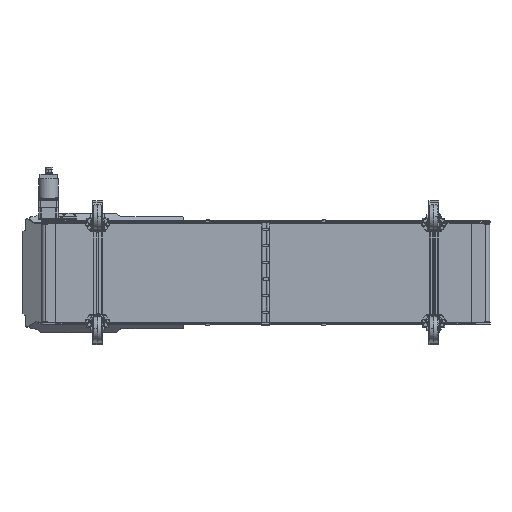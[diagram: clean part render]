
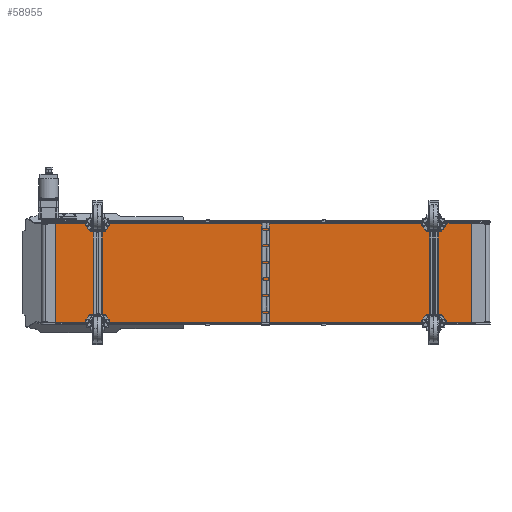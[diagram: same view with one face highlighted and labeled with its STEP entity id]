
A CAD part, front view. The second image highlights one B-rep face of the part: STEP entity #58955.
In plain terms, the highlighted planar face has unit normal (0, -1, 0).
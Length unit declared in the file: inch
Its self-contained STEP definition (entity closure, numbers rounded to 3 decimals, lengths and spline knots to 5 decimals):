
#1923 = AXIS2_PLACEMENT_3D ( 'NONE', #225943, #70150, #159776 ) ;
#28855 = ORIENTED_EDGE ( 'NONE', *, *, #208861, .F. ) ;
#38606 = PLANE ( 'NONE',  #1923 ) ;
#44269 = VECTOR ( 'NONE', #278823, 39.37008 ) ;
#45712 = ORIENTED_EDGE ( 'NONE', *, *, #107810, .T. ) ;
#57829 = CARTESIAN_POINT ( 'NONE',  ( 0., -0.81, 7.965 ) ) ;
#57930 = ORIENTED_EDGE ( 'NONE', *, *, #177184, .F. ) ;
#58541 = LINE ( 'NONE', #237673, #44269 ) ;
#58955 = ADVANCED_FACE ( 'Defeatured_2_2169', ( #217675 ), #38606, .T. ) ;
#66443 = EDGE_LOOP ( 'NONE', ( #57930, #225909, #45712, #28855 ) ) ;
#70150 = DIRECTION ( 'NONE',  ( 0., -1., 0. ) ) ;
#80405 = LINE ( 'NONE', #169967, #185822 ) ;
#103750 = CARTESIAN_POINT ( 'NONE',  ( 66.686, -0.81, 7.965 ) ) ;
#107810 = EDGE_CURVE ( 'Defeatured_2_2169+Defeatured_2_2179+Defeatured_2_2168+Defeatured_2_2171', #276518, #247196, #58541, .T. ) ;
#108014 = DIRECTION ( 'NONE',  ( 1., 0., 0. ) ) ;
#117293 = VERTEX_POINT ( 'NONE', #158200 ) ;
#118501 = CARTESIAN_POINT ( 'NONE',  ( 66.686, -0.81, -7.965 ) ) ;
#121403 = VECTOR ( 'NONE', #166787, 39.37008 ) ;
#127165 = LINE ( 'NONE', #216733, #121403 ) ;
#130099 = LINE ( 'NONE', #264979, #262966 ) ;
#148010 = DIRECTION ( 'NONE',  ( 1., 0., 0. ) ) ;
#158200 = CARTESIAN_POINT ( 'NONE',  ( 0., -0.81, -7.965 ) ) ;
#159776 = DIRECTION ( 'NONE',  ( 0., 0., -1. ) ) ;
#161810 = VERTEX_POINT ( 'NONE', #57829 ) ;
#166787 = DIRECTION ( 'NONE',  ( 0., 0., 1. ) ) ;
#169967 = CARTESIAN_POINT ( 'NONE',  ( 0., -0.81, -7.965 ) ) ;
#177184 = EDGE_CURVE ( 'Defeatured_2_2161+Defeatured_2_2169+Defeatured_2_2159+Defeatured_2_2164', #117293, #161810, #127165, .T. ) ;
#185822 = VECTOR ( 'NONE', #148010, 39.37008 ) ;
#208861 = EDGE_CURVE ( 'Defeatured_2_2171+Defeatured_2_2169+Defeatured_2_2164+Defeatured_2_2183', #161810, #247196, #130099, .T. ) ;
#216733 = CARTESIAN_POINT ( 'NONE',  ( 0., -0.81, -7.965 ) ) ;
#217675 = FACE_OUTER_BOUND ( 'NONE', #66443, .T. ) ;
#225909 = ORIENTED_EDGE ( 'NONE', *, *, #275275, .T. ) ;
#225943 = CARTESIAN_POINT ( 'NONE',  ( 66.686, -0.81, 7.965 ) ) ;
#237673 = CARTESIAN_POINT ( 'NONE',  ( 66.686, -0.81, -7.965 ) ) ;
#247196 = VERTEX_POINT ( 'NONE', #103750 ) ;
#262966 = VECTOR ( 'NONE', #108014, 39.37008 ) ;
#264979 = CARTESIAN_POINT ( 'NONE',  ( 0., -0.81, 7.965 ) ) ;
#275275 = EDGE_CURVE ( 'Defeatured_2_2169+Defeatured_2_2168+Defeatured_2_2161+Defeatured_2_2179', #117293, #276518, #80405, .T. ) ;
#276518 = VERTEX_POINT ( 'NONE', #118501 ) ;
#278823 = DIRECTION ( 'NONE',  ( 0., 0., 1. ) ) ;
